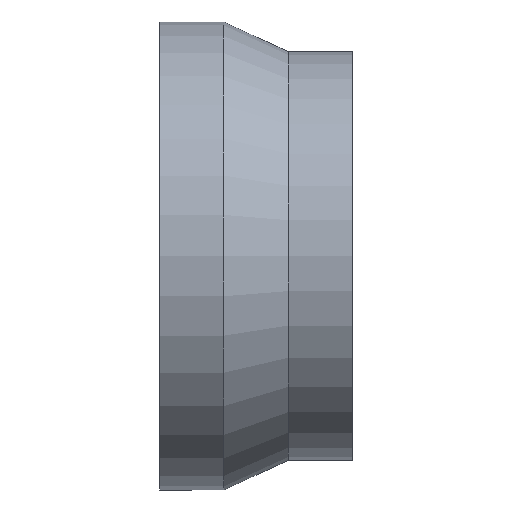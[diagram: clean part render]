
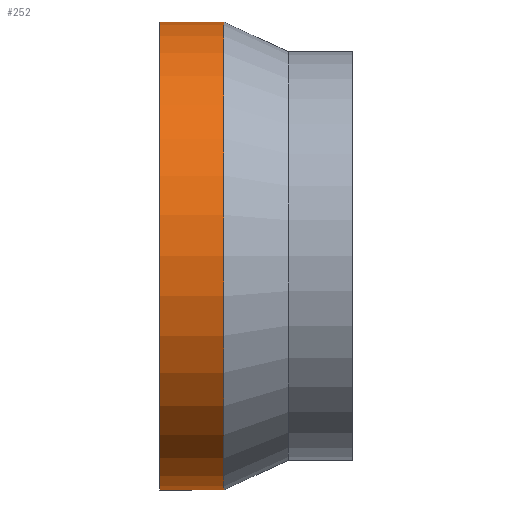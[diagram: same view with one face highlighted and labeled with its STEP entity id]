
A CAD part, top view. The second image highlights one B-rep face of the part: STEP entity #252.
In plain terms, the highlighted cylindrical face has radius 36.515 mm (diameter 73.03 mm), a partial arc.
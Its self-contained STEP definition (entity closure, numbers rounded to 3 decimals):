
#27 = DIRECTION ( 'NONE',  ( 0., 1., 0. ) ) ;
#39 = ORIENTED_EDGE ( 'NONE', *, *, #334, .T. ) ;
#40 = CARTESIAN_POINT ( 'NONE',  ( 10., -36.515, 0. ) ) ;
#42 = CARTESIAN_POINT ( 'NONE',  ( 241.84, -36.515, 0. ) ) ;
#51 = DIRECTION ( 'NONE',  ( 0., 1., 0. ) ) ;
#56 = CARTESIAN_POINT ( 'NONE',  ( 0., 36.515, 0. ) ) ;
#68 = CARTESIAN_POINT ( 'NONE',  ( 241.84, 36.515, 0. ) ) ;
#83 = DIRECTION ( 'NONE',  ( 1., 0., 0. ) ) ;
#108 = LINE ( 'NONE', #68, #217 ) ;
#118 = CARTESIAN_POINT ( 'NONE',  ( 0., 0., 0. ) ) ;
#131 = DIRECTION ( 'NONE',  ( 1., 0., 0. ) ) ;
#136 = DIRECTION ( 'NONE',  ( 0., 1., 0. ) ) ;
#140 = ORIENTED_EDGE ( 'NONE', *, *, #393, .F. ) ;
#148 = CIRCLE ( 'NONE', #338, 36.515 ) ;
#153 = EDGE_CURVE ( 'NONE', #251, #273, #148, .T. ) ;
#165 = AXIS2_PLACEMENT_3D ( 'NONE', #367, #336, #136 ) ;
#199 = CYLINDRICAL_SURFACE ( 'NONE', #277, 36.515 ) ;
#208 = CARTESIAN_POINT ( 'NONE',  ( 10., 36.515, 0. ) ) ;
#209 = LINE ( 'NONE', #42, #224 ) ;
#217 = VECTOR ( 'NONE', #302, 1000. ) ;
#224 = VECTOR ( 'NONE', #264, 1000. ) ;
#239 = ORIENTED_EDGE ( 'NONE', *, *, #404, .F. ) ;
#245 = ORIENTED_EDGE ( 'NONE', *, *, #153, .T. ) ;
#251 = VERTEX_POINT ( 'NONE', #56 ) ;
#252 = ADVANCED_FACE ( 'NONE', ( #409 ), #199, .T. ) ;
#264 = DIRECTION ( 'NONE',  ( 1., 0., 0. ) ) ;
#273 = VERTEX_POINT ( 'NONE', #356 ) ;
#277 = AXIS2_PLACEMENT_3D ( 'NONE', #380, #131, #27 ) ;
#302 = DIRECTION ( 'NONE',  ( 1., 0., 0. ) ) ;
#316 = CIRCLE ( 'NONE', #165, 36.515 ) ;
#334 = EDGE_CURVE ( 'NONE', #273, #374, #209, .T. ) ;
#336 = DIRECTION ( 'NONE',  ( 1., 0., 0. ) ) ;
#338 = AXIS2_PLACEMENT_3D ( 'NONE', #118, #83, #51 ) ;
#356 = CARTESIAN_POINT ( 'NONE',  ( 0., -36.515, 0. ) ) ;
#364 = VERTEX_POINT ( 'NONE', #208 ) ;
#367 = CARTESIAN_POINT ( 'NONE',  ( 10., 0., 0. ) ) ;
#374 = VERTEX_POINT ( 'NONE', #40 ) ;
#380 = CARTESIAN_POINT ( 'NONE',  ( 241.84, 0., 0. ) ) ;
#390 = EDGE_LOOP ( 'NONE', ( #245, #39, #239, #140 ) ) ;
#393 = EDGE_CURVE ( 'NONE', #251, #364, #108, .T. ) ;
#404 = EDGE_CURVE ( 'NONE', #364, #374, #316, .T. ) ;
#409 = FACE_OUTER_BOUND ( 'NONE', #390, .T. ) ;
